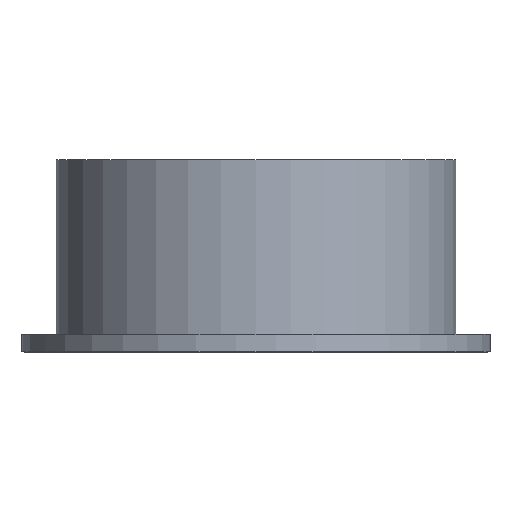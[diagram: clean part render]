
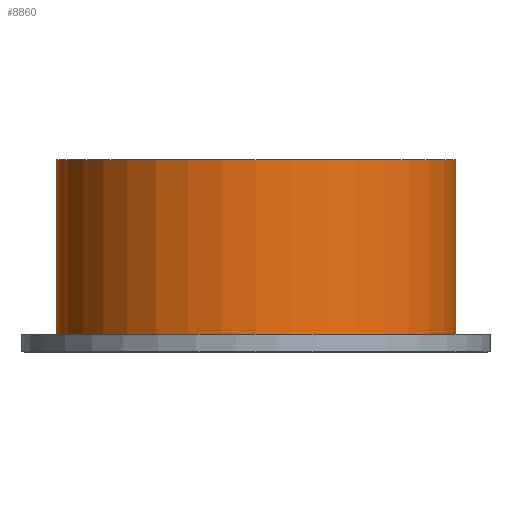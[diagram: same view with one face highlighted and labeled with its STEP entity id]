
A CAD part, top view. The second image highlights one B-rep face of the part: STEP entity #8860.
In plain terms, the highlighted cylindrical face has radius 115 mm (diameter 230 mm), a partial arc.
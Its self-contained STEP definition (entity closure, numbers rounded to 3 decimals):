
#1002=LINE('',#14714,#1917);
#1160=LINE('',#15185,#2075);
#1917=VECTOR('',#10454,10.);
#2075=VECTOR('',#10894,10.);
#2244=CYLINDRICAL_SURFACE('',#9369,115.);
#2801=FACE_OUTER_BOUND('',#3358,.T.);
#3358=EDGE_LOOP('',(#8055,#8056,#8057,#8058));
#3461=CIRCLE('',#9336,115.);
#3467=CIRCLE('',#9364,115.);
#4049=VERTEX_POINT('',#14711);
#4050=VERTEX_POINT('',#14713);
#4203=VERTEX_POINT('',#15182);
#4204=VERTEX_POINT('',#15184);
#5172=EDGE_CURVE('',#4050,#4049,#1002,.T.);
#5397=EDGE_CURVE('',#4203,#4204,#1160,.T.);
#5511=EDGE_CURVE('',#4204,#4049,#3461,.T.);
#5562=EDGE_CURVE('',#4050,#4203,#3467,.T.);
#8055=ORIENTED_EDGE('',*,*,#5562,.F.);
#8056=ORIENTED_EDGE('',*,*,#5172,.T.);
#8057=ORIENTED_EDGE('',*,*,#5511,.F.);
#8058=ORIENTED_EDGE('',*,*,#5397,.F.);
#8860=ADVANCED_FACE('',(#2801),#2244,.T.);
#9336=AXIS2_PLACEMENT_3D('',#15422,#11146,#11147);
#9364=AXIS2_PLACEMENT_3D('',#15551,#11243,#11244);
#9369=AXIS2_PLACEMENT_3D('',#15557,#11254,#11255);
#10454=DIRECTION('',(0.,1.,0.));
#10894=DIRECTION('',(0.,1.,0.));
#11146=DIRECTION('center_axis',(0.,1.,0.));
#11147=DIRECTION('ref_axis',(-1.,0.,0.));
#11243=DIRECTION('center_axis',(0.,-1.,0.));
#11244=DIRECTION('ref_axis',(-1.,0.,0.));
#11254=DIRECTION('center_axis',(0.,1.,0.));
#11255=DIRECTION('ref_axis',(0.,0.,1.));
#14711=CARTESIAN_POINT('',(39.,110.5,-108.185));
#14713=CARTESIAN_POINT('',(39.,10.,-108.185));
#14714=CARTESIAN_POINT('',(39.,0.,-108.185));
#15182=CARTESIAN_POINT('',(-39.,10.,-108.185));
#15184=CARTESIAN_POINT('',(-39.,110.5,-108.185));
#15185=CARTESIAN_POINT('',(-39.,0.,-108.185));
#15422=CARTESIAN_POINT('Origin',(0.,110.5,0.));
#15551=CARTESIAN_POINT('Origin',(0.,10.,0.));
#15557=CARTESIAN_POINT('Origin',(0.,0.,0.));
